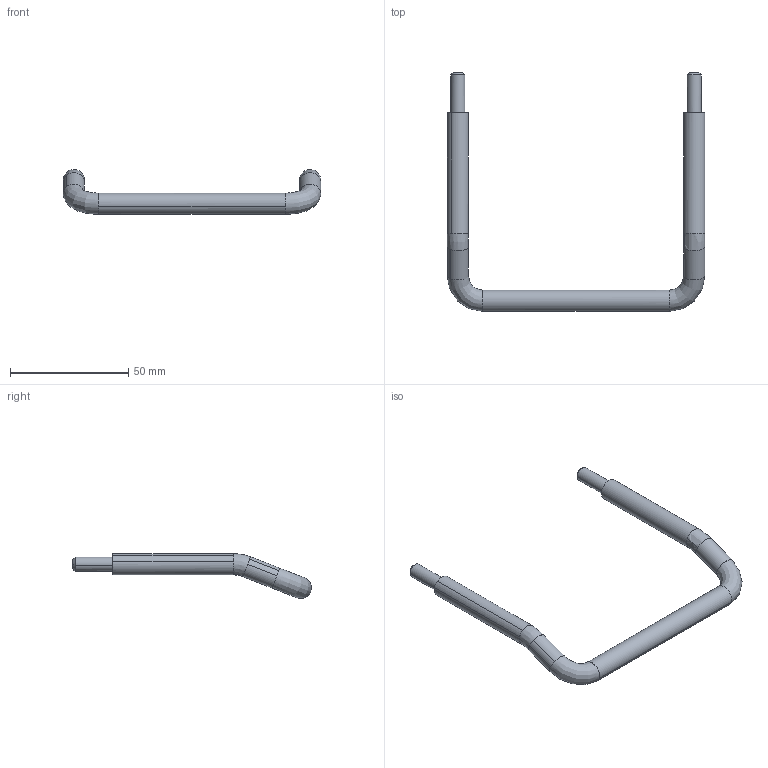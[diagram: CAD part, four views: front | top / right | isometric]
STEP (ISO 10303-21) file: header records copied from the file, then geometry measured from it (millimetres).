
FILE_DESCRIPTION((''),'2;1');
FILE_NAME('','2005-10-12T14:51:12',(''),(''),'','CADfix','');
FILE_SCHEMA(('AUTOMOTIVE_DESIGN'));
Length unit declared in the file: millimetre
Products named in the file (1): pull
Bounding box: 109 x 101 x 19 mm (x, y, z)
Volume: 17149.2 mm3; surface area: 7908.6 mm2
Topology: 1 solids, 1 shells, 30 faces, 105 edges, 79 vertices
Faces by surface type: bspline 30
Entity records: 1729 total; most frequent: CARTESIAN_POINT 1169, ORIENTED_EDGE 210, EDGE_CURVE 105, VERTEX_POINT 79, EDGE_LOOP 32, FACE_OUTER_BOUND 30, ADVANCED_FACE 30, B_SPLINE_CURVE_WITH_KNOTS 24
